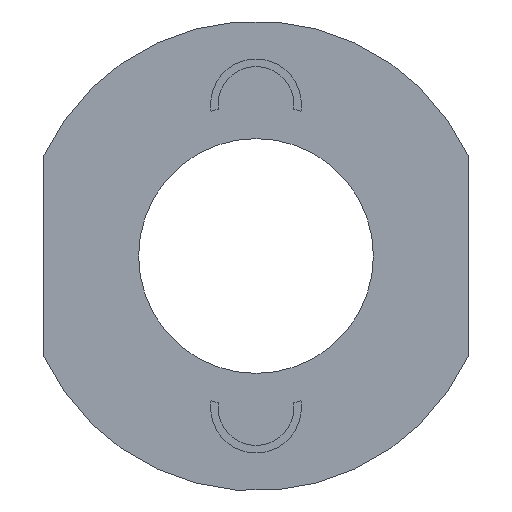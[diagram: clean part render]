
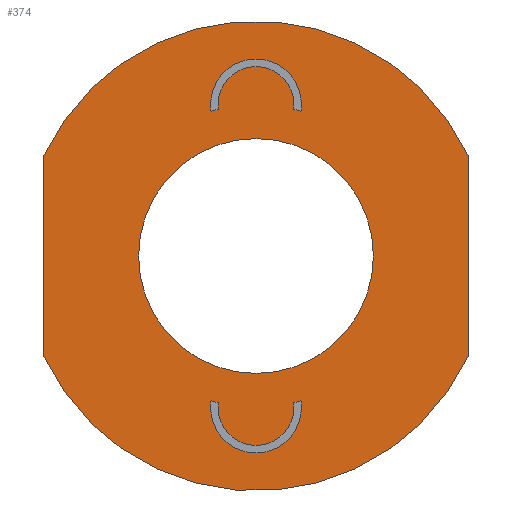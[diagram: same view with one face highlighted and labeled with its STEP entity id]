
A CAD part, front view. The second image highlights one B-rep face of the part: STEP entity #374.
In plain terms, the highlighted planar face has unit normal (0, -1, 0).
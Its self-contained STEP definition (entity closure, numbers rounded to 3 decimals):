
#15=FACE_BOUND('',#72,.T.);
#16=FACE_BOUND('',#73,.T.);
#17=FACE_BOUND('',#74,.T.);
#27=PLANE('',#424);
#49=FACE_OUTER_BOUND('',#71,.T.);
#71=EDGE_LOOP('',(#319,#320,#321,#322));
#72=EDGE_LOOP('',(#323,#324,#325,#326));
#73=EDGE_LOOP('',(#327,#328,#329,#330));
#74=EDGE_LOOP('',(#331));
#98=LINE('',#644,#123);
#102=LINE('',#654,#127);
#123=VECTOR('',#532,10.);
#127=VECTOR('',#544,10.);
#128=CIRCLE('',#379,5.);
#130=CIRCLE('',#382,20.);
#132=CIRCLE('',#385,6.);
#134=CIRCLE('',#388,20.);
#136=CIRCLE('',#392,5.);
#138=CIRCLE('',#395,20.);
#140=CIRCLE('',#398,6.);
#142=CIRCLE('',#401,20.);
#148=CIRCLE('',#414,15.5);
#151=CIRCLE('',#418,31.);
#153=CIRCLE('',#422,31.);
#154=VERTEX_POINT('',#551);
#155=VERTEX_POINT('',#552);
#158=VERTEX_POINT('',#560);
#160=VERTEX_POINT('',#566);
#162=VERTEX_POINT('',#576);
#163=VERTEX_POINT('',#577);
#166=VERTEX_POINT('',#585);
#168=VERTEX_POINT('',#591);
#178=VERTEX_POINT('',#626);
#182=VERTEX_POINT('',#635);
#183=VERTEX_POINT('',#637);
#185=VERTEX_POINT('',#643);
#187=VERTEX_POINT('',#649);
#188=EDGE_CURVE('',#154,#155,#128,.T.);
#192=EDGE_CURVE('',#155,#158,#130,.T.);
#195=EDGE_CURVE('',#158,#160,#132,.T.);
#198=EDGE_CURVE('',#160,#154,#134,.T.);
#200=EDGE_CURVE('',#162,#163,#136,.T.);
#204=EDGE_CURVE('',#163,#166,#138,.T.);
#207=EDGE_CURVE('',#166,#168,#140,.T.);
#210=EDGE_CURVE('',#168,#162,#142,.T.);
#224=EDGE_CURVE('',#178,#178,#148,.T.);
#229=EDGE_CURVE('',#183,#182,#151,.T.);
#232=EDGE_CURVE('',#185,#183,#98,.T.);
#235=EDGE_CURVE('',#187,#185,#153,.T.);
#238=EDGE_CURVE('',#182,#187,#102,.T.);
#319=ORIENTED_EDGE('',*,*,#238,.T.);
#320=ORIENTED_EDGE('',*,*,#235,.T.);
#321=ORIENTED_EDGE('',*,*,#232,.T.);
#322=ORIENTED_EDGE('',*,*,#229,.T.);
#323=ORIENTED_EDGE('',*,*,#188,.T.);
#324=ORIENTED_EDGE('',*,*,#192,.T.);
#325=ORIENTED_EDGE('',*,*,#195,.T.);
#326=ORIENTED_EDGE('',*,*,#198,.T.);
#327=ORIENTED_EDGE('',*,*,#200,.T.);
#328=ORIENTED_EDGE('',*,*,#204,.T.);
#329=ORIENTED_EDGE('',*,*,#207,.T.);
#330=ORIENTED_EDGE('',*,*,#210,.T.);
#331=ORIENTED_EDGE('',*,*,#224,.T.);
#374=ADVANCED_FACE('',(#49,#15,#16,#17),#27,.T.);
#379=AXIS2_PLACEMENT_3D('',#553,#430,#431);
#382=AXIS2_PLACEMENT_3D('',#561,#438,#439);
#385=AXIS2_PLACEMENT_3D('',#567,#445,#446);
#388=AXIS2_PLACEMENT_3D('',#572,#452,#453);
#392=AXIS2_PLACEMENT_3D('',#578,#460,#461);
#395=AXIS2_PLACEMENT_3D('',#586,#468,#469);
#398=AXIS2_PLACEMENT_3D('',#592,#475,#476);
#401=AXIS2_PLACEMENT_3D('',#597,#482,#483);
#414=AXIS2_PLACEMENT_3D('',#627,#516,#517);
#418=AXIS2_PLACEMENT_3D('',#638,#526,#527);
#422=AXIS2_PLACEMENT_3D('',#650,#538,#539);
#424=AXIS2_PLACEMENT_3D('',#655,#545,#546);
#430=DIRECTION('center_axis',(0.,-1.,0.));
#431=DIRECTION('ref_axis',(1.,0.,0.));
#438=DIRECTION('center_axis',(0.,-1.,0.));
#439=DIRECTION('ref_axis',(1.,0.,0.));
#445=DIRECTION('center_axis',(0.,1.,0.));
#446=DIRECTION('ref_axis',(1.,0.,0.));
#452=DIRECTION('center_axis',(0.,-1.,0.));
#453=DIRECTION('ref_axis',(1.,0.,0.));
#460=DIRECTION('center_axis',(0.,-1.,0.));
#461=DIRECTION('ref_axis',(1.,0.,0.));
#468=DIRECTION('center_axis',(0.,-1.,0.));
#469=DIRECTION('ref_axis',(1.,0.,0.));
#475=DIRECTION('center_axis',(0.,1.,0.));
#476=DIRECTION('ref_axis',(1.,0.,0.));
#482=DIRECTION('center_axis',(0.,-1.,0.));
#483=DIRECTION('ref_axis',(1.,0.,0.));
#516=DIRECTION('center_axis',(0.,1.,0.));
#517=DIRECTION('ref_axis',(0.,0.,
1.));
#526=DIRECTION('center_axis',(0.,-1.,0.));
#527=DIRECTION('ref_axis',(0.,0.,
1.));
#532=DIRECTION('',(0.,0.,1.));
#538=DIRECTION('center_axis',(0.,-1.,0.));
#539=DIRECTION('ref_axis',(0.,0.,
1.));
#544=DIRECTION('',(0.,0.,-1.));
#545=DIRECTION('center_axis',(0.,-1.,0.));
#546=DIRECTION('ref_axis',(0.,0.,
1.));
#551=CARTESIAN_POINT('',(-9.961,5.,-19.375));
#552=CARTESIAN_POINT('',(-0.039,5.,-19.375));
#553=CARTESIAN_POINT('Origin',(-5.,5.,-20.));
#560=CARTESIAN_POINT('',(0.932,5.,-19.1));
#561=CARTESIAN_POINT('Origin',(-5.,5.,0.));
#566=CARTESIAN_POINT('',(-10.932,5.,-19.1));
#567=CARTESIAN_POINT('Origin',(-5.,5.,-20.));
#572=CARTESIAN_POINT('Origin',(-5.,5.,0.));
#576=CARTESIAN_POINT('',(-0.039,5.,19.375));
#577=CARTESIAN_POINT('',(-9.961,5.,19.375));
#578=CARTESIAN_POINT('Origin',(-5.,5.,20.));
#585=CARTESIAN_POINT('',(-10.932,5.,19.1));
#586=CARTESIAN_POINT('Origin',(-5.,5.,0.));
#591=CARTESIAN_POINT('',(0.932,5.,19.1));
#592=CARTESIAN_POINT('Origin',(-5.,5.,20.));
#597=CARTESIAN_POINT('Origin',(-5.,5.,0.));
#626=CARTESIAN_POINT('',(-5.,5.,-15.5));
#627=CARTESIAN_POINT('Origin',(-5.,5.,0.));
#635=CARTESIAN_POINT('',(-33.,5.,13.304));
#637=CARTESIAN_POINT('',(23.,5.,13.304));
#638=CARTESIAN_POINT('Origin',(-5.,5.,0.));
#643=CARTESIAN_POINT('',(23.,5.,-13.304));
#644=CARTESIAN_POINT('',(23.,5.,-13.304));
#649=CARTESIAN_POINT('',(-33.,5.,-13.304));
#650=CARTESIAN_POINT('Origin',(-5.,5.,0.));
#654=CARTESIAN_POINT('',(-33.,5.,13.304));
#655=CARTESIAN_POINT('Origin',(-5.,5.,0.));
